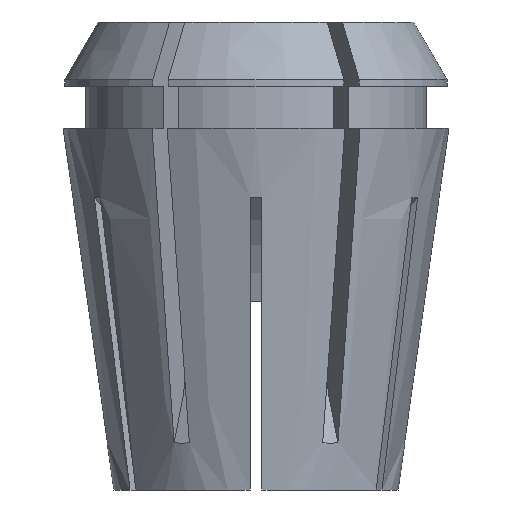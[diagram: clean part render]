
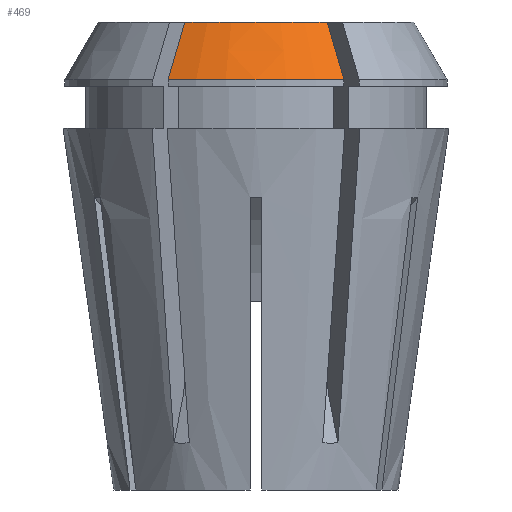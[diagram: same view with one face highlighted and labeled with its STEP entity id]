
A CAD part, front view. The second image highlights one B-rep face of the part: STEP entity #469.
In plain terms, the highlighted conical face has half-angle 30 degrees and reference radius 16.35 mm.
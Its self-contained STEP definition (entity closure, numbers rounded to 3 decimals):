
#49 = CARTESIAN_POINT ( 'NONE',  ( 7.517, -14.52, 35.063 ) ) ;
#144 = CIRCLE ( 'NONE', #3386, 16.35 ) ;
#210 = ORIENTED_EDGE ( 'NONE', *, *, #1641, .T. ) ;
#269 = CARTESIAN_POINT ( 'NONE',  ( -7.041, -13.696, 36.709 ) ) ;
#438 = CARTESIAN_POINT ( 'NONE',  ( 0., 0., 40. ) ) ;
#469 = ADVANCED_FACE ( 'NONE', ( #3738 ), #3039, .T. ) ;
#482 = VERTEX_POINT ( 'NONE', #1359 ) ;
#591 = EDGE_CURVE ( 'NONE', #482, #2146, #4131, .T. ) ;
#736 = AXIS2_PLACEMENT_3D ( 'NONE', #2913, #3264, #2951 ) ;
#1021 = EDGE_LOOP ( 'NONE', ( #2973, #210, #2927, #2185 ) ) ;
#1073 = B_SPLINE_CURVE_WITH_KNOTS ( 'NONE', 3,
 ( #1574, #2220, #269, #3845 ),
 .UNSPECIFIED., .F., .F.,
 ( 4, 4 ),
 ( 0., 0.006 ),
 .UNSPECIFIED. ) ;
#1114 = EDGE_CURVE ( 'NONE', #482, #2076, #3339, .T. ) ;
#1321 = CARTESIAN_POINT ( 'NONE',  ( -6.09, -12.048, 40. ) ) ;
#1325 = DIRECTION ( 'NONE',  ( 0., 0., -1. ) ) ;
#1340 = CARTESIAN_POINT ( 'NONE',  ( 6.09, -12.048, 40. ) ) ;
#1359 = CARTESIAN_POINT ( 'NONE',  ( 6.09, -12.048, 40. ) ) ;
#1484 = AXIS2_PLACEMENT_3D ( 'NONE', #438, #2658, #3945 ) ;
#1574 = CARTESIAN_POINT ( 'NONE',  ( -6.09, -12.048, 40. ) ) ;
#1641 = EDGE_CURVE ( 'NONE', #2146, #1826, #1073, .T. ) ;
#1663 = CARTESIAN_POINT ( 'NONE',  ( 6.566, -12.872, 38.354 ) ) ;
#1826 = VERTEX_POINT ( 'NONE', #2407 ) ;
#1976 = CARTESIAN_POINT ( 'NONE',  ( 7.041, -13.696, 36.709 ) ) ;
#1987 = DIRECTION ( 'NONE',  ( -1., 0., 0. ) ) ;
#2076 = VERTEX_POINT ( 'NONE', #2905 ) ;
#2146 = VERTEX_POINT ( 'NONE', #1321 ) ;
#2185 = ORIENTED_EDGE ( 'NONE', *, *, #1114, .F. ) ;
#2220 = CARTESIAN_POINT ( 'NONE',  ( -6.566, -12.872, 38.354 ) ) ;
#2407 = CARTESIAN_POINT ( 'NONE',  ( -7.517, -14.52, 35.063 ) ) ;
#2658 = DIRECTION ( 'NONE',  ( 0., 0., -1. ) ) ;
#2905 = CARTESIAN_POINT ( 'NONE',  ( 7.517, -14.52, 35.063 ) ) ;
#2913 = CARTESIAN_POINT ( 'NONE',  ( 0., 0., 35.063 ) ) ;
#2927 = ORIENTED_EDGE ( 'NONE', *, *, #3950, .F. ) ;
#2951 = DIRECTION ( 'NONE',  ( -1., 0., 0. ) ) ;
#2973 = ORIENTED_EDGE ( 'NONE', *, *, #591, .T. ) ;
#3039 = CONICAL_SURFACE ( 'NONE', #736, 16.35, 0.524 ) ;
#3264 = DIRECTION ( 'NONE',  ( 0., 0., -1. ) ) ;
#3339 = B_SPLINE_CURVE_WITH_KNOTS ( 'NONE', 3,
 ( #1340, #1663, #1976, #49 ),
 .UNSPECIFIED., .F., .F.,
 ( 4, 4 ),
 ( 0., 0.006 ),
 .UNSPECIFIED. ) ;
#3386 = AXIS2_PLACEMENT_3D ( 'NONE', #3868, #1325, #1987 ) ;
#3738 = FACE_OUTER_BOUND ( 'NONE', #1021, .T. ) ;
#3845 = CARTESIAN_POINT ( 'NONE',  ( -7.517, -14.52, 35.063 ) ) ;
#3868 = CARTESIAN_POINT ( 'NONE',  ( 0., 0., 35.063 ) ) ;
#3945 = DIRECTION ( 'NONE',  ( -1., 0., 0. ) ) ;
#3950 = EDGE_CURVE ( 'NONE', #2076, #1826, #144, .T. ) ;
#4131 = CIRCLE ( 'NONE', #1484, 13.499 ) ;
